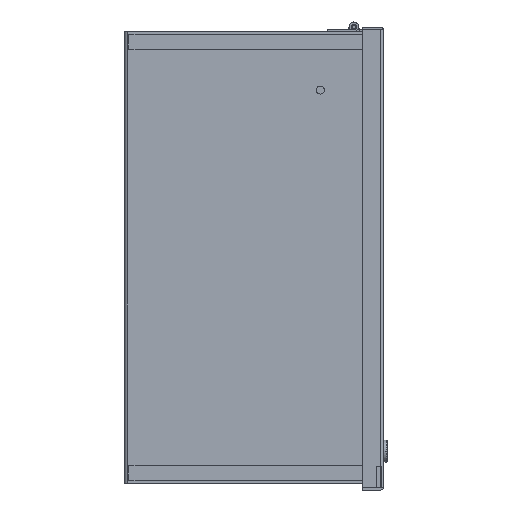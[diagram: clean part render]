
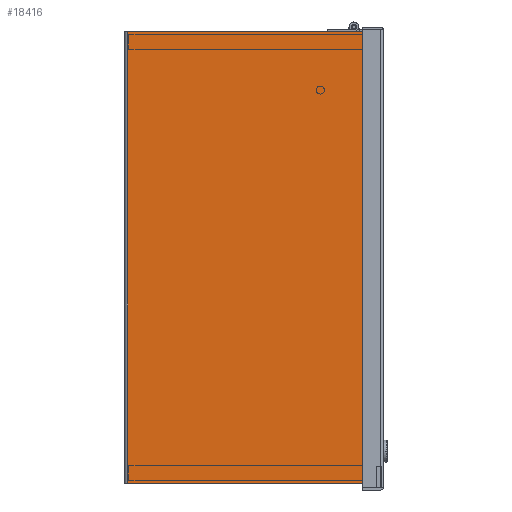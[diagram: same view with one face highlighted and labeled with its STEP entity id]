
A CAD part, front view. The second image highlights one B-rep face of the part: STEP entity #18416.
In plain terms, the highlighted face is planar.
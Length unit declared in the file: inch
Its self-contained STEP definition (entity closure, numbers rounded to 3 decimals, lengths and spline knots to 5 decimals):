
#341 = VECTOR ( 'NONE', #13807, 39.37008 ) ;
#350 = VECTOR ( 'NONE', #1036, 39.37008 ) ;
#783 = CARTESIAN_POINT ( 'NONE',  ( -8., -0.108, -10. ) ) ;
#965 = ORIENTED_EDGE ( 'NONE', *, *, #16266, .T. ) ;
#1036 = DIRECTION ( 'NONE',  ( 1., 0., 0. ) ) ;
#3284 = CARTESIAN_POINT ( 'NONE',  ( 8., -8.892, -10. ) ) ;
#3668 = DIRECTION ( 'NONE',  ( 1., 0., 0. ) ) ;
#3864 = CARTESIAN_POINT ( 'NONE',  ( 8., -0.072, -10. ) ) ;
#4044 = EDGE_CURVE ( 'NONE', #9494, #13252, #13792, .T. ) ;
#4188 = CARTESIAN_POINT ( 'NONE',  ( -8., -0.0625, -10. ) ) ;
#5463 = ORIENTED_EDGE ( 'NONE', *, *, #4044, .T. ) ;
#5510 = CARTESIAN_POINT ( 'NONE',  ( -8., -0.108, -10. ) ) ;
#5710 = DIRECTION ( 'NONE',  ( 0., 1., 0. ) ) ;
#6086 = AXIS2_PLACEMENT_3D ( 'NONE', #4188, #21521, #23736 ) ;
#6651 = EDGE_CURVE ( 'NONE', #17889, #13252, #10245, .T. ) ;
#7586 = EDGE_CURVE ( 'NONE', #20956, #9494, #19960, .T. ) ;
#7827 = CARTESIAN_POINT ( 'NONE',  ( -8., -0.072, -10. ) ) ;
#7856 = PLANE ( 'NONE',  #6086 ) ;
#8119 = VECTOR ( 'NONE', #3668, 39.37008 ) ;
#9494 = VERTEX_POINT ( 'NONE', #24176 ) ;
#10245 = LINE ( 'NONE', #23033, #8119 ) ;
#12756 = ORIENTED_EDGE ( 'NONE', *, *, #7586, .T. ) ;
#12966 = EDGE_LOOP ( 'NONE', ( #965, #12756, #5463, #20048 ) ) ;
#13252 = VERTEX_POINT ( 'NONE', #3284 ) ;
#13625 = CARTESIAN_POINT ( 'NONE',  ( -8., -8.892, -10. ) ) ;
#13792 = LINE ( 'NONE', #3864, #341 ) ;
#13807 = DIRECTION ( 'NONE',  ( 0., -1., 0. ) ) ;
#14689 = VECTOR ( 'NONE', #5710, 39.37008 ) ;
#16266 = EDGE_CURVE ( 'NONE', #17889, #20956, #19019, .T. ) ;
#17889 = VERTEX_POINT ( 'NONE', #13625 ) ;
#18416 = ADVANCED_FACE ( 'NONE', ( #19143 ), #7856, .T. ) ;
#19019 = LINE ( 'NONE', #7827, #14689 ) ;
#19143 = FACE_OUTER_BOUND ( 'NONE', #12966, .T. ) ;
#19960 = LINE ( 'NONE', #783, #350 ) ;
#20048 = ORIENTED_EDGE ( 'NONE', *, *, #6651, .F. ) ;
#20956 = VERTEX_POINT ( 'NONE', #5510 ) ;
#21521 = DIRECTION ( 'NONE',  ( 0., 0., -1. ) ) ;
#23033 = CARTESIAN_POINT ( 'NONE',  ( 8., -8.892, -10. ) ) ;
#23736 = DIRECTION ( 'NONE',  ( 0., 1., 0. ) ) ;
#24176 = CARTESIAN_POINT ( 'NONE',  ( 8., -0.108, -10. ) ) ;
